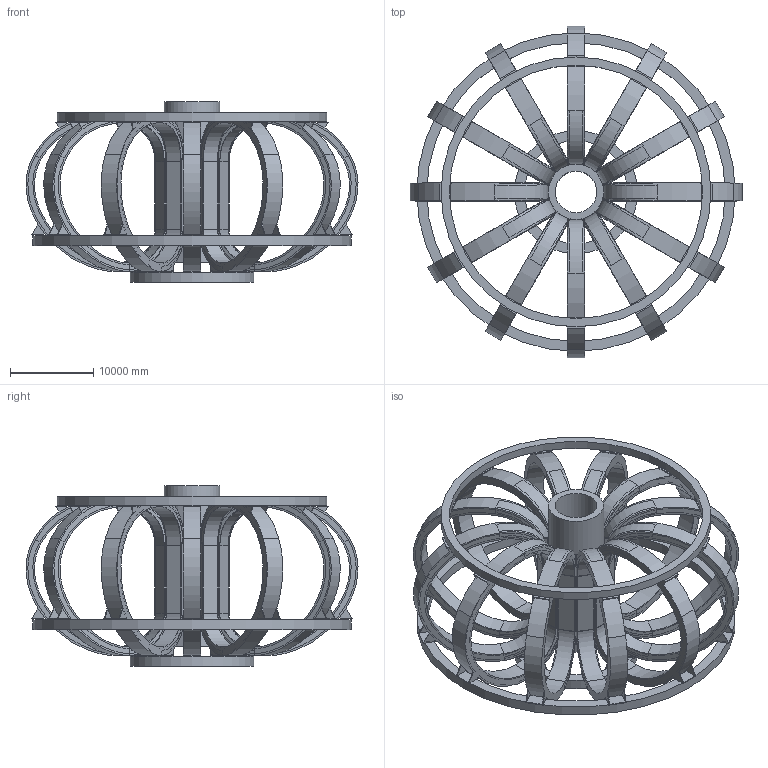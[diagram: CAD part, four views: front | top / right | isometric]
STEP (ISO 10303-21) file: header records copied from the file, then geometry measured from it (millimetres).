
FILE_DESCRIPTION(('Open CASCADE Model'),'2;1');
FILE_NAME('Open CASCADE Shape Model','2016-10-27T13:58:11',('Author'),( 'Open CASCADE'),'Open CASCADE STEP processor 6.9','Open CASCADE 6.9' ,'Unknown');
FILE_SCHEMA(('AUTOMOTIVE_DESIGN { 1 0 10303 214 1 1 1 1 }'));
Length unit declared in the file: metre
Products named in the file (11): Open CASCADE STEP translator 6.9 20; Open CASCADE STEP translator 6.9 20.1; Open CASCADE STEP translator 6.9 20.1.1; Open CASCADE STEP translator 6.9 20.1.1.1; Open CASCADE STEP translator 6.9 20.1.1.2; Open CASCADE STEP translator 6.9 20.2; Open CASCADE STEP translator 6.9 20.3; Open CASCADE STEP translator 6.9 20.4; Open CASCADE STEP translator 6.9 20.5; Open CASCADE STEP translator 6.9 20.6; Open CASCADE STEP translator 6.9 20.7
Assembly tree (21 placements, depth 4):
  Open CASCADE STEP translator 6.9 20
    Open CASCADE STEP translator 6.9 20.1
      Open CASCADE STEP translator 6.9 20.1.1  x12
        Open CASCADE STEP translator 6.9 20.1.1.1
        Open CASCADE STEP translator 6.9 20.1.1.2
    Open CASCADE STEP translator 6.9 20.2
    Open CASCADE STEP translator 6.9 20.3
    Open CASCADE STEP translator 6.9 20.4
    Open CASCADE STEP translator 6.9 20.5
    Open CASCADE STEP translator 6.9 20.6
    Open CASCADE STEP translator 6.9 20.7
Bounding box: 39777.26 x 39777.26 x 21670.68 mm (x, y, z)
Volume: 2821289241310.5 mm3; surface area: 9633936755.7 mm2
Topology: 30 solids, 30 shells, 1080 faces, 2868 edges, 1776 vertices
Faces by surface type: plane 756, bspline 312, cylinder 12
Full cylindrical faces by diameter (mm): 4982 x3, 6618 x3, 12356.378 x1, 14764.935 x1, 30342.602 x1, 32327.911 x1, 35783.345 x1, 38173.166 x1
Entity records: 18827 total; most frequent: CARTESIAN_POINT 13635, DIRECTION 735, ORIENTED_EDGE 544, PCURVE 544, DEFINITIONAL_REPRESENTATION 544, LINE 447, VECTOR 447, B_SPLINE_CURVE_WITH_KNOTS 321
